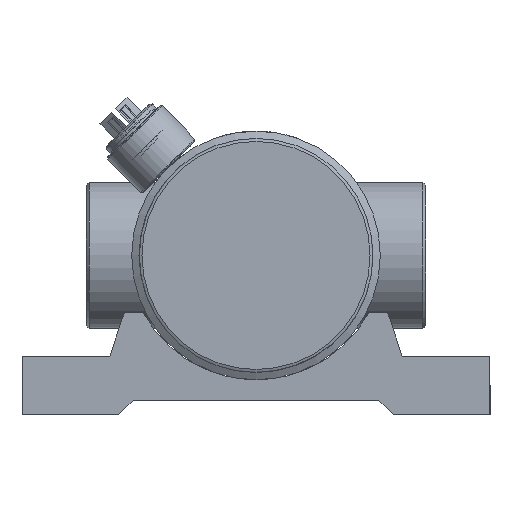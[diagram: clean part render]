
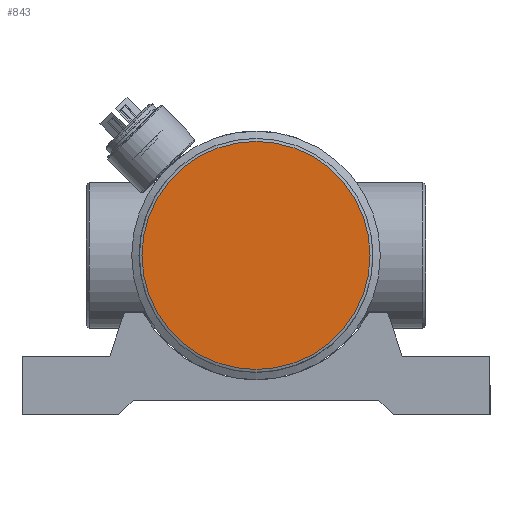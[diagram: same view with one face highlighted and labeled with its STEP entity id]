
A CAD part, left-side view. The second image highlights one B-rep face of the part: STEP entity #843.
In plain terms, the highlighted planar face has unit normal (-1, 0, 0).
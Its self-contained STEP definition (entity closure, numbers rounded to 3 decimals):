
#599 = AXIS2_PLACEMENT_3D ( 'NONE', #3266, #6379, #7697 ) ;
#727 = CIRCLE ( 'NONE', #599, 39. ) ;
#843 = ADVANCED_FACE ( 'NONE', ( #5975 ), #7720, .T. ) ;
#854 = DIRECTION ( 'NONE',  ( 0., 0., 1. ) ) ;
#1680 = EDGE_CURVE ( 'NONE', #4353, #4353, #727, .T. ) ;
#2941 = ORIENTED_EDGE ( 'NONE', *, *, #1680, .T. ) ;
#3266 = CARTESIAN_POINT ( 'NONE',  ( -28., 0., 0. ) ) ;
#3621 = AXIS2_PLACEMENT_3D ( 'NONE', #4066, #7111, #854 ) ;
#4046 = EDGE_LOOP ( 'NONE', ( #2941 ) ) ;
#4066 = CARTESIAN_POINT ( 'NONE',  ( -28., 0., 39. ) ) ;
#4353 = VERTEX_POINT ( 'NONE', #5489 ) ;
#5489 = CARTESIAN_POINT ( 'NONE',  ( -28., 0., 39. ) ) ;
#5975 = FACE_OUTER_BOUND ( 'NONE', #4046, .T. ) ;
#6379 = DIRECTION ( 'NONE',  ( -1., 0., 0. ) ) ;
#7111 = DIRECTION ( 'NONE',  ( -1., 0., 0. ) ) ;
#7697 = DIRECTION ( 'NONE',  ( 0., 0., 1. ) ) ;
#7720 = PLANE ( 'NONE',  #3621 ) ;
